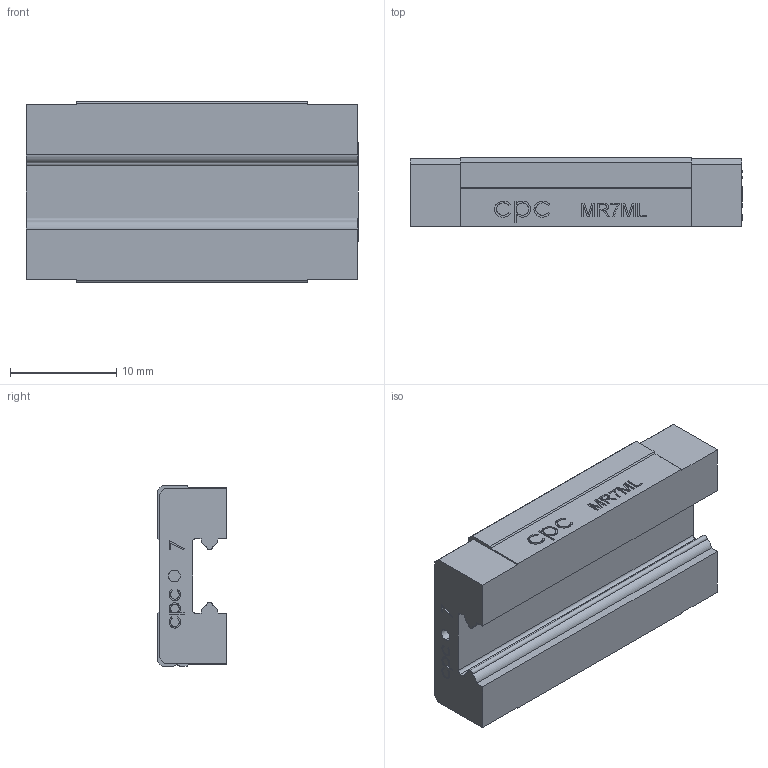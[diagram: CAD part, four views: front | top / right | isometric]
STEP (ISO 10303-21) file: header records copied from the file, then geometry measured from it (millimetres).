
FILE_DESCRIPTION (( 'STEP AP203' ), '1' );
FILE_NAME ('7ML-SS_ZZ-block.STEP', '2009-07-30T09:21:47', ( 'cpc' ), ( '' ), 'SwSTEP 2.0', 'SolidWorks 2007', '' );
FILE_SCHEMA (( 'CONFIG_CONTROL_DESIGN' ));
Length unit declared in the file: millimetre
Products named in the file (1): 7ML-SS_ZZ-block
Bounding box: 31.2 x 6.5 x 17 mm (x, y, z)
Volume: 2624.1 mm3; surface area: 2049.7 mm2
Topology: 1 solids, 1 shells, 391 faces, 1039 edges, 682 vertices
Faces by surface type: plane 219, bspline 126, cylinder 30, cone 16
Entity records: 18642 total; most frequent: CARTESIAN_POINT 9687, ORIENTED_EDGE 2062, DIRECTION 1379, EDGE_CURVE 1031, VECTOR 711, LINE 711, VERTEX_POINT 682, EDGE_LOOP 431
